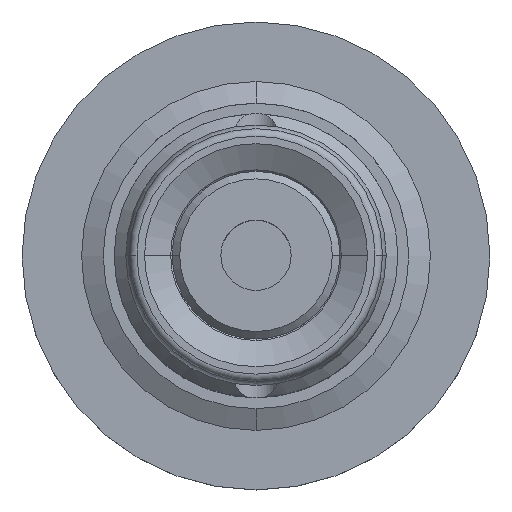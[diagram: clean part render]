
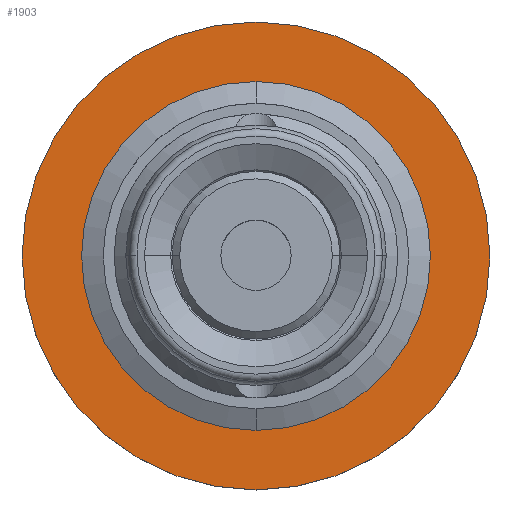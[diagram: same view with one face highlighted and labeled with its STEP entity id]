
A CAD part, top view. The second image highlights one B-rep face of the part: STEP entity #1903.
In plain terms, the highlighted planar face has unit normal (0, 0, 1).
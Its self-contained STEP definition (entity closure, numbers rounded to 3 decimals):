
#114=CARTESIAN_POINT('',(0.,0.,2.));
#115=DIRECTION('',(0.,0.,-1.));
#116=DIRECTION('',(0.,1.,0.));
#117=AXIS2_PLACEMENT_3D('',#114,#115,#116);
#123=CARTESIAN_POINT('',(0.,0.,2.));
#124=DIRECTION('',(0.,0.,1.));
#125=DIRECTION('',(0.,1.,0.));
#126=AXIS2_PLACEMENT_3D('',#123,#124,#125);
#132=CARTESIAN_POINT('',(0.,0.,2.));
#133=DIRECTION('',(0.,0.,-1.));
#134=DIRECTION('',(0.,1.,0.));
#135=AXIS2_PLACEMENT_3D('',#132,#133,#134);
#137=CARTESIAN_POINT('',(0.,0.,2.));
#138=DIRECTION('',(0.,0.,-1.));
#139=DIRECTION('',(0.,-1.,0.));
#140=AXIS2_PLACEMENT_3D('',#137,#138,#139);
#1782=CARTESIAN_POINT('',(0.,7.94,2.));
#1784=VERTEX_POINT('',#1782);
#1786=CARTESIAN_POINT('',(0.,-7.94,2.));
#1788=VERTEX_POINT('',#1786);
#1822=CARTESIAN_POINT('',(0.,5.92,2.));
#1823=CARTESIAN_POINT('',(0.,-5.92,2.));
#1824=VERTEX_POINT('',#1822);
#1825=VERTEX_POINT('',#1823);
#1888=CARTESIAN_POINT('',(0.,0.,2.));
#1889=DIRECTION('',(0.,0.,-1.));
#1890=DIRECTION('',(0.,1.,0.));
#1891=AXIS2_PLACEMENT_3D('',#1888,#1889,#1890);
#1892=PLANE('',#1891);
#1893=ORIENTED_EDGE('',*,*,#1868,.F.);
#1894=ORIENTED_EDGE('',*,*,#1845,.T.);
#1895=EDGE_LOOP('',(#1893,#1894));
#1896=FACE_OUTER_BOUND('',#1895,.F.);
#1898=ORIENTED_EDGE('',*,*,#1897,.F.);
#1900=ORIENTED_EDGE('',*,*,#1899,.F.);
#1901=EDGE_LOOP('',(#1898,#1900));
#1902=FACE_BOUND('',#1901,.F.);
#1903=ADVANCED_FACE('',(#1896,#1902),#1892,.F.);
#118=CIRCLE('',#117,7.94);
#127=CIRCLE('',#126,7.94);
#136=CIRCLE('',#135,5.92);
#141=CIRCLE('',#140,5.92);
#1845=EDGE_CURVE('',#1784,#1788,#118,.T.);
#1868=EDGE_CURVE('',#1784,#1788,#127,.T.);
#1897=EDGE_CURVE('',#1824,#1825,#136,.T.);
#1899=EDGE_CURVE('',#1825,#1824,#141,.T.);
